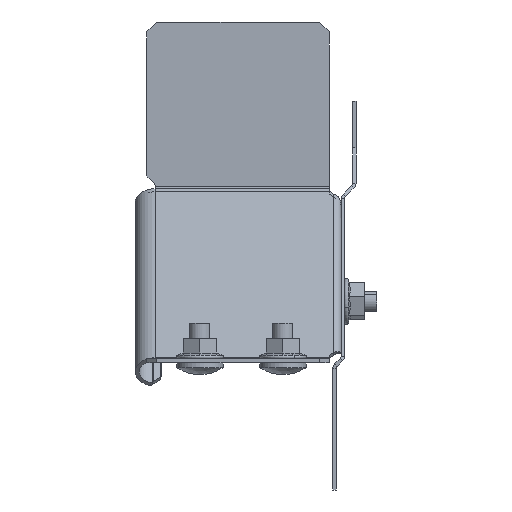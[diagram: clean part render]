
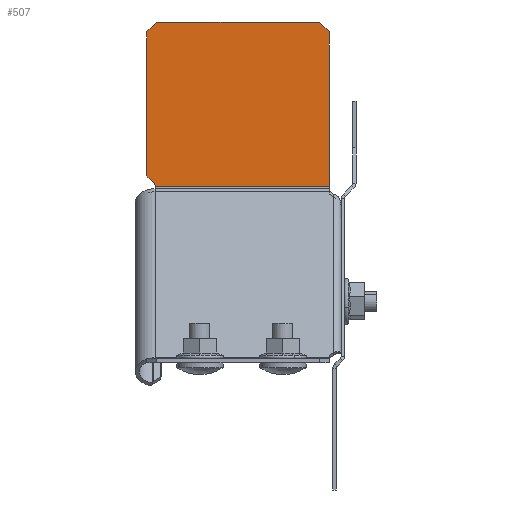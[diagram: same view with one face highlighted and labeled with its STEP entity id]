
A CAD part, left-side view. The second image highlights one B-rep face of the part: STEP entity #507.
In plain terms, the highlighted face is planar.
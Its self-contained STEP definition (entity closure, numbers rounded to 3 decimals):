
#100 = CARTESIAN_POINT ( 'NONE',  ( -37.497, 73.939, -1.083 ) ) ;
#116 = VERTEX_POINT ( 'NONE', #2984 ) ;
#129 = CARTESIAN_POINT ( 'NONE',  ( -71.722, 73., -35.308 ) ) ;
#134 = DIRECTION ( 'NONE',  ( 0.5, -0.707, 0.5 ) ) ;
#163 = EDGE_CURVE ( 'NONE', #3693, #3836, #3232, .T. ) ;
#264 = DIRECTION ( 'NONE',  ( -0.5, 0.707, -0.5 ) ) ;
#305 = ORIENTED_EDGE ( 'NONE', *, *, #1354, .F. ) ;
#438 = CARTESIAN_POINT ( 'NONE',  ( -36.707, 21., -0.293 ) ) ;
#507 = ADVANCED_FACE ( 'NONE', ( #2747 ), #2279, .F. ) ;
#628 = VERTEX_POINT ( 'NONE', #1448 ) ;
#683 = AXIS2_PLACEMENT_3D ( 'NONE', #860, #836, #2266 ) ;
#687 = EDGE_CURVE ( 'NONE', #628, #1957, #3255, .T. ) ;
#703 = CARTESIAN_POINT ( 'NONE',  ( -71.722, 24., -35.308 ) ) ;
#735 = EDGE_CURVE ( 'NONE', #1957, #3659, #3024, .T. ) ;
#760 = EDGE_CURVE ( 'NONE', #2861, #3280, #1792, .T. ) ;
#836 = DIRECTION ( 'NONE',  ( -0.707, 0., 0.707 ) ) ;
#850 = EDGE_LOOP ( 'NONE', ( #1518, #3050, #305, #2452, #2627, #2048, #3514, #1577, #2868 ) ) ;
#860 = CARTESIAN_POINT ( 'NONE',  ( -36.747, 75., -0.333 ) ) ;
#894 = EDGE_CURVE ( 'NONE', #2138, #116, #1438, .T. ) ;
#910 = DIRECTION ( 'NONE',  ( -0.707, 0., -0.707 ) ) ;
#998 = CARTESIAN_POINT ( 'NONE',  ( -36.707, 75., -0.293 ) ) ;
#1062 = CARTESIAN_POINT ( 'NONE',  ( -35.306, 21., 1.108 ) ) ;
#1141 = DIRECTION ( 'NONE',  ( -0.707, 0., -0.707 ) ) ;
#1318 = DIRECTION ( 'NONE',  ( 0., -1., 0. ) ) ;
#1336 = CARTESIAN_POINT ( 'NONE',  ( -69.6, 21., -33.186 ) ) ;
#1354 = EDGE_CURVE ( 'NONE', #3659, #3280, #3288, .T. ) ;
#1427 = VECTOR ( 'NONE', #910, 1000. ) ;
#1438 = LINE ( 'NONE', #2405, #3771 ) ;
#1439 = LINE ( 'NONE', #2273, #1427 ) ;
#1448 = CARTESIAN_POINT ( 'NONE',  ( -71.722, 73., -35.308 ) ) ;
#1518 = ORIENTED_EDGE ( 'NONE', *, *, #3831, .F. ) ;
#1543 = DIRECTION ( 'NONE',  ( 0., -1., 0. ) ) ;
#1551 = EDGE_CURVE ( 'NONE', #3836, #2138, #3098, .T. ) ;
#1577 = ORIENTED_EDGE ( 'NONE', *, *, #1551, .F. ) ;
#1620 = DIRECTION ( 'NONE',  ( 0.707, 0., -0.707 ) ) ;
#1621 = CARTESIAN_POINT ( 'NONE',  ( -36.747, 73.5, -0.333 ) ) ;
#1792 = LINE ( 'NONE', #998, #3838 ) ;
#1894 = EDGE_CURVE ( 'NONE', #116, #628, #2813, .T. ) ;
#1957 = VERTEX_POINT ( 'NONE', #703 ) ;
#1975 = CARTESIAN_POINT ( 'NONE',  ( -36.707, 73.5, -0.293 ) ) ;
#2048 = ORIENTED_EDGE ( 'NONE', *, *, #1894, .F. ) ;
#2050 = CARTESIAN_POINT ( 'NONE',  ( -71.722, 24., -35.308 ) ) ;
#2138 = VERTEX_POINT ( 'NONE', #3005 ) ;
#2266 = DIRECTION ( 'NONE',  ( 0.707, 0., 0.707 ) ) ;
#2273 = CARTESIAN_POINT ( 'NONE',  ( -36.747, 73.5, -0.333 ) ) ;
#2279 = PLANE ( 'NONE',  #683 ) ;
#2313 = CARTESIAN_POINT ( 'NONE',  ( -36.747, 75., -0.333 ) ) ;
#2405 = CARTESIAN_POINT ( 'NONE',  ( -69.6, 76., -33.186 ) ) ;
#2452 = ORIENTED_EDGE ( 'NONE', *, *, #735, .F. ) ;
#2627 = ORIENTED_EDGE ( 'NONE', *, *, #687, .F. ) ;
#2659 = AXIS2_PLACEMENT_3D ( 'NONE', #2313, #1620, #3249 ) ;
#2739 = DIRECTION ( 'NONE',  ( -0.5, -0.707, -0.5 ) ) ;
#2747 = FACE_OUTER_BOUND ( 'NONE', #850, .T. ) ;
#2812 = CARTESIAN_POINT ( 'NONE',  ( -69.6, 21., -33.186 ) ) ;
#2813 = LINE ( 'NONE', #129, #2830 ) ;
#2830 = VECTOR ( 'NONE', #2739, 1000. ) ;
#2850 = DIRECTION ( 'NONE',  ( 0.707, 0., 0.707 ) ) ;
#2861 = VERTEX_POINT ( 'NONE', #1975 ) ;
#2868 = ORIENTED_EDGE ( 'NONE', *, *, #163, .F. ) ;
#2984 = CARTESIAN_POINT ( 'NONE',  ( -69.6, 76., -33.186 ) ) ;
#3005 = CARTESIAN_POINT ( 'NONE',  ( -38.954, 76., -2.54 ) ) ;
#3024 = LINE ( 'NONE', #2812, #3164 ) ;
#3050 = ORIENTED_EDGE ( 'NONE', *, *, #760, .T. ) ;
#3097 = VECTOR ( 'NONE', #264, 1000. ) ;
#3098 = LINE ( 'NONE', #3213, #3097 ) ;
#3164 = VECTOR ( 'NONE', #134, 1000. ) ;
#3213 = CARTESIAN_POINT ( 'NONE',  ( -38.954, 76., -2.54 ) ) ;
#3232 = CIRCLE ( 'NONE', #2659, 1.5 ) ;
#3249 = DIRECTION ( 'NONE',  ( 0.707, 0., 0.707 ) ) ;
#3255 = LINE ( 'NONE', #2050, #3406 ) ;
#3280 = VERTEX_POINT ( 'NONE', #438 ) ;
#3288 = LINE ( 'NONE', #1062, #3385 ) ;
#3385 = VECTOR ( 'NONE', #2850, 1000. ) ;
#3406 = VECTOR ( 'NONE', #1318, 1000. ) ;
#3514 = ORIENTED_EDGE ( 'NONE', *, *, #894, .F. ) ;
#3659 = VERTEX_POINT ( 'NONE', #1336 ) ;
#3693 = VERTEX_POINT ( 'NONE', #1621 ) ;
#3771 = VECTOR ( 'NONE', #1141, 1000. ) ;
#3831 = EDGE_CURVE ( 'NONE', #2861, #3693, #1439, .T. ) ;
#3836 = VERTEX_POINT ( 'NONE', #100 ) ;
#3838 = VECTOR ( 'NONE', #1543, 1000. ) ;
